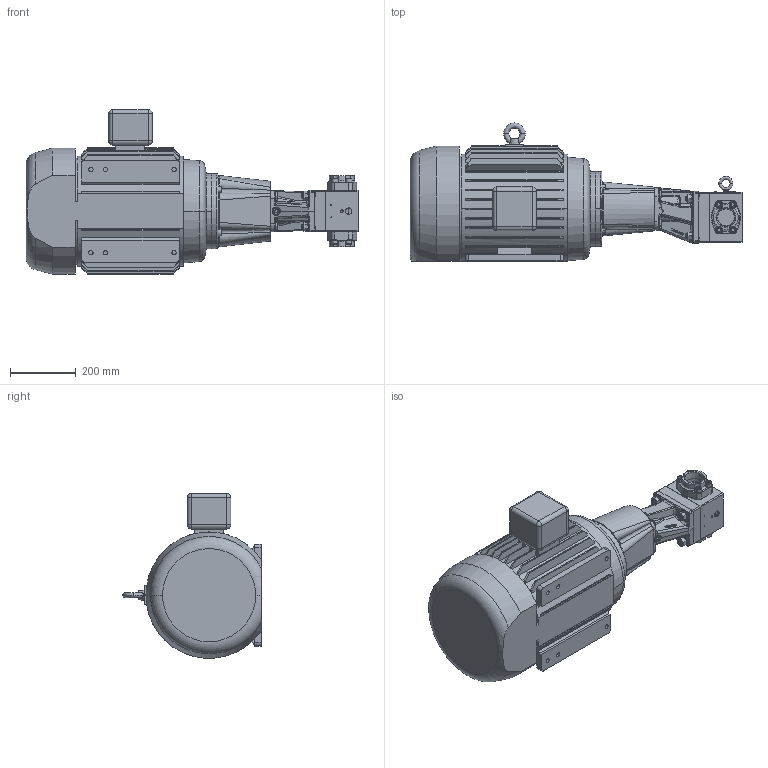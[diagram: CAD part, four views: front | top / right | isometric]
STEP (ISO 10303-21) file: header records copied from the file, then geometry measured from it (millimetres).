
FILE_DESCRIPTION (( 'STEP AP214' ), '1' );
FILE_NAME ('GPV-1013-027-U.STEP', '2019-05-22T18:51:16', ( '' ), ( '' ), 'SwSTEP 2.0', 'SolidWorks 2018', '' );
FILE_SCHEMA (( 'AUTOMOTIVE_DESIGN' ));
Length unit declared in the file: inch
Products named in the file (1): GPV-1013-027-U
Bounding box: 1013.65 x 421.73 x 503.17 mm (x, y, z)
Volume: 47213682.1 mm3; surface area: 2420398.1 mm2
Topology: 24 solids, 25 shells, 2292 faces, 5505 edges, 3370 vertices
Faces by surface type: plane 839, cylinder 676, cone 460, bspline 216, torus 61, sphere 40
Entity records: 110439 total; most frequent: CARTESIAN_POINT 28578, ORIENTED_EDGE 10966, DIRECTION 10566, EDGE_CURVE 5483, AXIS2_PLACEMENT_3D 4060, VERTEX_POINT 3370, EDGE_LOOP 2505, LINE 2446
